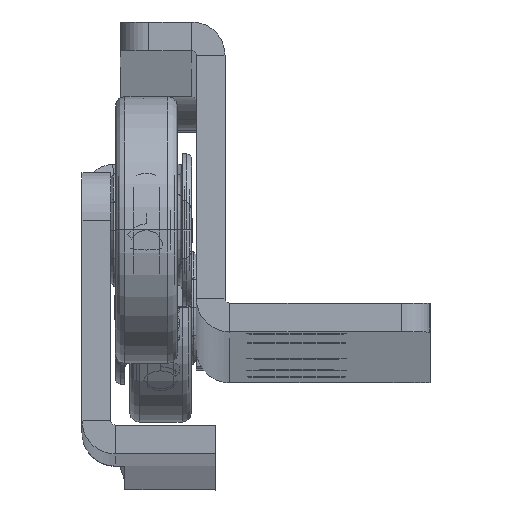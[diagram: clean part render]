
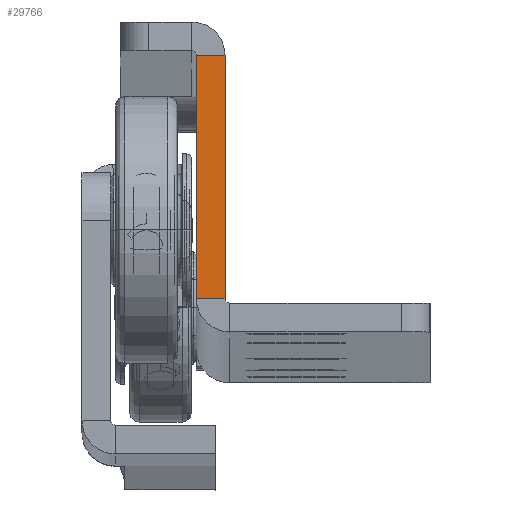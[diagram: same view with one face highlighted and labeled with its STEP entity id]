
A CAD part, top view. The second image highlights one B-rep face of the part: STEP entity #29766.
In plain terms, the highlighted face is planar.
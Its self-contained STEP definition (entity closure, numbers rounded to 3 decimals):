
#1556 = LINE ( 'NONE', #21185, #5494 ) ;
#1845 = CARTESIAN_POINT ( 'NONE',  ( 0., 19.5, 750. ) ) ;
#3234 = CARTESIAN_POINT ( 'NONE',  ( 3., 19.5, 750. ) ) ;
#3989 = EDGE_CURVE ( 'NONE', #41847, #12571, #14137, .T. ) ;
#5492 = VERTEX_POINT ( 'NONE', #14022 ) ;
#5494 = VECTOR ( 'NONE', #29520, 1000. ) ;
#7520 = VECTOR ( 'NONE', #19143, 1000. ) ;
#8646 = ORIENTED_EDGE ( 'NONE', *, *, #50874, .T. ) ;
#8698 = FACE_OUTER_BOUND ( 'NONE', #37981, .T. ) ;
#9529 = PLANE ( 'NONE',  #22668 ) ;
#12571 = VERTEX_POINT ( 'NONE', #1845 ) ;
#13185 = VERTEX_POINT ( 'NONE', #37760 ) ;
#14022 = CARTESIAN_POINT ( 'NONE',  ( 0., -6., 750. ) ) ;
#14137 = LINE ( 'NONE', #48906, #46583 ) ;
#18219 = LINE ( 'NONE', #52155, #40510 ) ;
#19143 = DIRECTION ( 'NONE',  ( 0., 1., 0. ) ) ;
#21185 = CARTESIAN_POINT ( 'NONE',  ( 0., -6., 750. ) ) ;
#22668 = AXIS2_PLACEMENT_3D ( 'NONE', #34286, #25698, #51238 ) ;
#25698 = DIRECTION ( 'NONE',  ( 0., 0., -1. ) ) ;
#26385 = ORIENTED_EDGE ( 'NONE', *, *, #3989, .T. ) ;
#28102 = ORIENTED_EDGE ( 'NONE', *, *, #43861, .T. ) ;
#28334 = LINE ( 'NONE', #45325, #7520 ) ;
#29520 = DIRECTION ( 'NONE',  ( 1., 0., 0. ) ) ;
#29766 = ADVANCED_FACE ( 'NONE', ( #8698 ), #9529, .F. ) ;
#31377 = DIRECTION ( 'NONE',  ( -1., 0., 0. ) ) ;
#34286 = CARTESIAN_POINT ( 'NONE',  ( 0., 29., 750. ) ) ;
#34597 = ORIENTED_EDGE ( 'NONE', *, *, #47104, .T. ) ;
#37760 = CARTESIAN_POINT ( 'NONE',  ( 3., -6., 750. ) ) ;
#37981 = EDGE_LOOP ( 'NONE', ( #8646, #28102, #34597, #26385 ) ) ;
#40510 = VECTOR ( 'NONE', #44112, 1000. ) ;
#41847 = VERTEX_POINT ( 'NONE', #3234 ) ;
#43861 = EDGE_CURVE ( 'NONE', #5492, #13185, #1556, .T. ) ;
#44112 = DIRECTION ( 'NONE',  ( 0., -1., 0. ) ) ;
#45325 = CARTESIAN_POINT ( 'NONE',  ( 3., -29., 750. ) ) ;
#46583 = VECTOR ( 'NONE', #31377, 1000. ) ;
#47104 = EDGE_CURVE ( 'NONE', #13185, #41847, #28334, .T. ) ;
#48906 = CARTESIAN_POINT ( 'NONE',  ( 0., 19.5, 750. ) ) ;
#50874 = EDGE_CURVE ( 'NONE', #12571, #5492, #18219, .T. ) ;
#51238 = DIRECTION ( 'NONE',  ( -1., 0., 0. ) ) ;
#52155 = CARTESIAN_POINT ( 'NONE',  ( 0., -29., 750. ) ) ;
